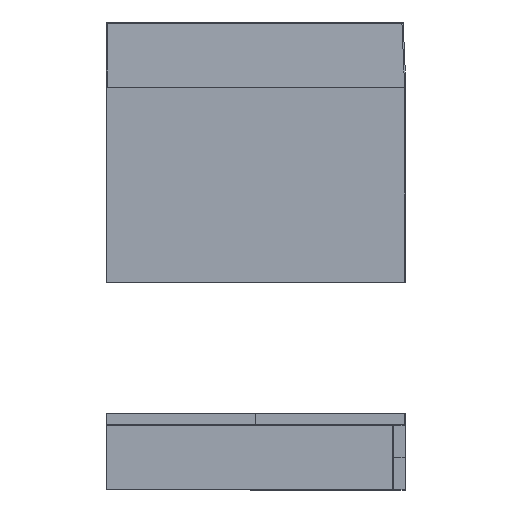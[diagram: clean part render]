
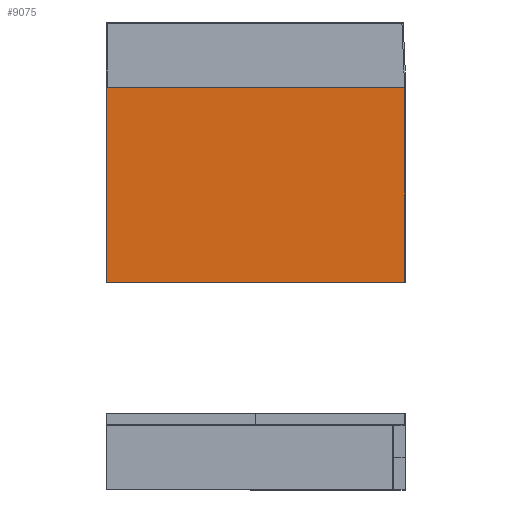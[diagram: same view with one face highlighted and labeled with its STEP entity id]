
A CAD part, left-side view. The second image highlights one B-rep face of the part: STEP entity #9075.
In plain terms, the highlighted face is planar.
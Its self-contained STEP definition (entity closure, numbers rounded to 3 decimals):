
#964=PLANE('',#9736);
#1348=FACE_OUTER_BOUND('',#1898,.T.);
#1898=EDGE_LOOP('',(#7678,#7679,#7680,#7681));
#2867=LINE('',#13874,#3773);
#2871=LINE('',#13882,#3777);
#2874=LINE('',#13888,#3780);
#2877=LINE('',#13893,#3783);
#3773=VECTOR('',#11487,1.);
#3777=VECTOR('',#11493,1.);
#3780=VECTOR('',#11498,1.);
#3783=VECTOR('',#11503,1.);
#4589=VERTEX_POINT('',#13872);
#4590=VERTEX_POINT('',#13873);
#4593=VERTEX_POINT('',#13881);
#4595=VERTEX_POINT('',#13887);
#5647=EDGE_CURVE('',#4589,#4590,#2867,.T.);
#5651=EDGE_CURVE('',#4593,#4589,#2871,.T.);
#5654=EDGE_CURVE('',#4595,#4593,#2874,.T.);
#5657=EDGE_CURVE('',#4590,#4595,#2877,.T.);
#7678=ORIENTED_EDGE('',*,*,#5647,.F.);
#7679=ORIENTED_EDGE('',*,*,#5651,.F.);
#7680=ORIENTED_EDGE('',*,*,#5654,.F.);
#7681=ORIENTED_EDGE('',*,*,#5657,.F.);
#9075=ADVANCED_FACE('',(#1348),#964,.F.);
#9736=AXIS2_PLACEMENT_3D('',#13895,#11505,#11506);
#11487=DIRECTION('',(0.,0.,-1.));
#11493=DIRECTION('',(0.,1.,0.));
#11498=DIRECTION('',(0.,0.,1.));
#11503=DIRECTION('',(0.,-1.,0.));
#11505=DIRECTION('center_axis',(-1.,0.,0.));
#11506=DIRECTION('ref_axis',(0.,0.,1.));
#13872=CARTESIAN_POINT('',(0.,-1.,-1.));
#13873=CARTESIAN_POINT('',(0.,-1.,-299.));
#13874=CARTESIAN_POINT('',(0.,-1.,-75.5));
#13881=CARTESIAN_POINT('',(0.,-458.,-1.));
#13882=CARTESIAN_POINT('',(0.,-343.75,-1.));
#13887=CARTESIAN_POINT('',(0.,-458.,-299.));
#13888=CARTESIAN_POINT('',(0.,-458.,-224.5));
#13893=CARTESIAN_POINT('',(0.,-115.25,-299.));
#13895=CARTESIAN_POINT('Origin',(0.,-229.5,-150.));
